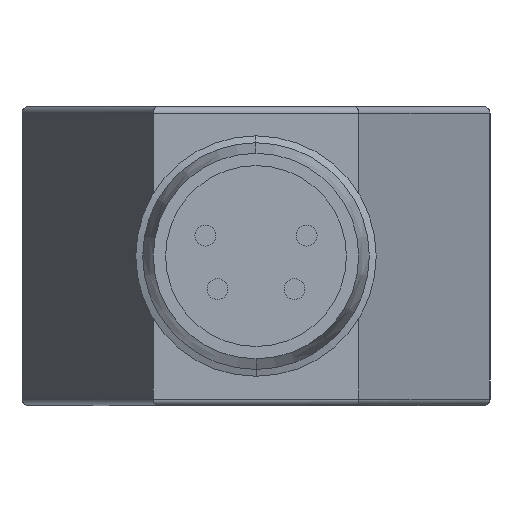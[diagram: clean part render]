
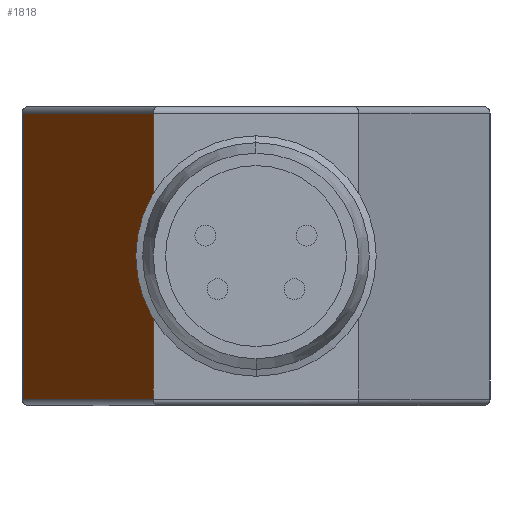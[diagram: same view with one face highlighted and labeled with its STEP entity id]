
A CAD part, front view. The second image highlights one B-rep face of the part: STEP entity #1818.
In plain terms, the highlighted planar face has unit normal (-0.913, -0.408, 0).
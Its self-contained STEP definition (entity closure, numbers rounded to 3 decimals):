
#76 = EDGE_CURVE ( 'NONE', #2910, #2900, #5040, .T. ) ;
#79 = ORIENTED_EDGE ( 'NONE', *, *, #5392, .T. ) ;
#201 = DIRECTION ( 'NONE',  ( 0., 0., -1. ) ) ;
#386 = CARTESIAN_POINT ( 'NONE',  ( -3.951, -13.9, 11.5 ) ) ;
#411 = CARTESIAN_POINT ( 'NONE',  ( -8.978, -2.662, 11.25 ) ) ;
#648 = LINE ( 'NONE', #4441, #972 ) ;
#752 = DIRECTION ( 'NONE',  ( -0.408, 0.913, 0. ) ) ;
#775 = FACE_OUTER_BOUND ( 'NONE', #3119, .T. ) ;
#972 = VECTOR ( 'NONE', #201, 1000. ) ;
#1080 = DIRECTION ( 'NONE',  ( 0.913, 0.408, 0. ) ) ;
#1098 = VERTEX_POINT ( 'NONE', #2074 ) ;
#1177 = EDGE_CURVE ( 'NONE', #1098, #2900, #3073, .T. ) ;
#1195 = DIRECTION ( 'NONE',  ( 0.408, -0.913, 0. ) ) ;
#1457 = VERTEX_POINT ( 'NONE', #411 ) ;
#1467 = DIRECTION ( 'NONE',  ( 0., 0., -1. ) ) ;
#1490 = VECTOR ( 'NONE', #752, 1000. ) ;
#1548 = CARTESIAN_POINT ( 'NONE',  ( -9., -2.613, 0.25 ) ) ;
#1639 = DIRECTION ( 'NONE',  ( 0., 0., -1. ) ) ;
#1731 = ORIENTED_EDGE ( 'NONE', *, *, #3876, .T. ) ;
#1818 = ADVANCED_FACE ( 'NONE', ( #775 ), #3159, .F. ) ;
#1869 = VECTOR ( 'NONE', #1639, 1000. ) ;
#2074 = CARTESIAN_POINT ( 'NONE',  ( -3.951, -13.9, 5.75 ) ) ;
#2263 = CARTESIAN_POINT ( 'NONE',  ( -8.978, -2.662, 11.5 ) ) ;
#2338 = EDGE_CURVE ( 'NONE', #2445, #1098, #648, .T. ) ;
#2358 = VECTOR ( 'NONE', #1467, 1000. ) ;
#2445 = VERTEX_POINT ( 'NONE', #4057 ) ;
#2510 = ORIENTED_EDGE ( 'NONE', *, *, #1177, .F. ) ;
#2874 = LINE ( 'NONE', #2263, #2358 ) ;
#2900 = VERTEX_POINT ( 'NONE', #5264 ) ;
#2910 = VERTEX_POINT ( 'NONE', #4867 ) ;
#3073 = LINE ( 'NONE', #386, #1869 ) ;
#3119 = EDGE_LOOP ( 'NONE', ( #79, #3903, #2510, #3719, #1731 ) ) ;
#3159 = PLANE ( 'NONE',  #4580 ) ;
#3719 = ORIENTED_EDGE ( 'NONE', *, *, #2338, .F. ) ;
#3876 = EDGE_CURVE ( 'NONE', #2445, #1457, #4922, .T. ) ;
#3903 = ORIENTED_EDGE ( 'NONE', *, *, #76, .T. ) ;
#3974 = DIRECTION ( 'NONE',  ( -0.408, 0.913, 0. ) ) ;
#4057 = CARTESIAN_POINT ( 'NONE',  ( -3.951, -13.9, 11.25 ) ) ;
#4441 = CARTESIAN_POINT ( 'NONE',  ( -3.951, -13.9, 11.5 ) ) ;
#4580 = AXIS2_PLACEMENT_3D ( 'NONE', #4876, #1080, #3974 ) ;
#4646 = VECTOR ( 'NONE', #1195, 1000. ) ;
#4867 = CARTESIAN_POINT ( 'NONE',  ( -8.978, -2.662, 0.25 ) ) ;
#4876 = CARTESIAN_POINT ( 'NONE',  ( -9., -2.613, 11.5 ) ) ;
#4906 = CARTESIAN_POINT ( 'NONE',  ( -9., -2.613, 11.25 ) ) ;
#4922 = LINE ( 'NONE', #4906, #1490 ) ;
#5040 = LINE ( 'NONE', #1548, #4646 ) ;
#5264 = CARTESIAN_POINT ( 'NONE',  ( -3.951, -13.9, 0.25 ) ) ;
#5392 = EDGE_CURVE ( 'NONE', #1457, #2910, #2874, .T. ) ;
